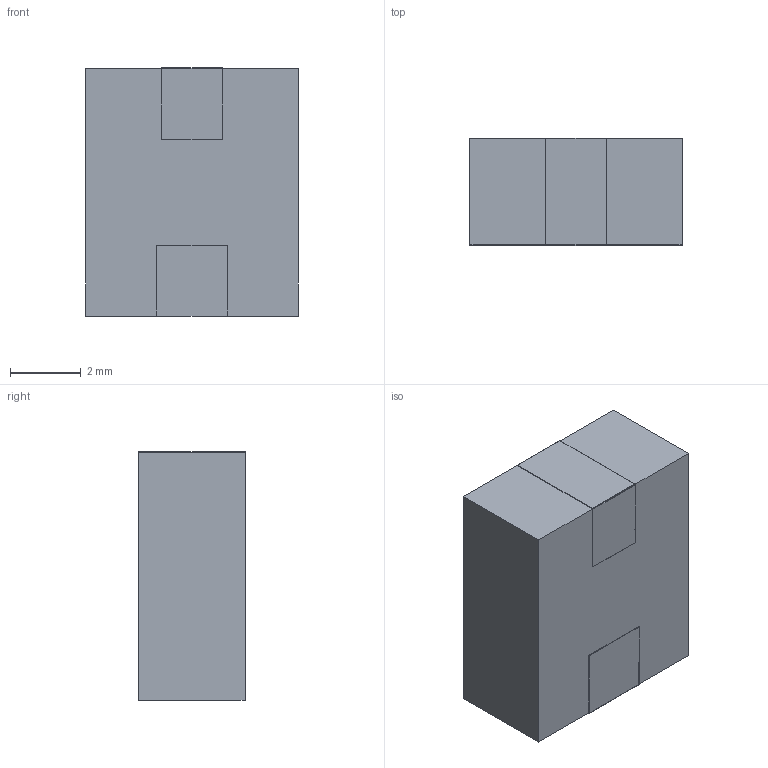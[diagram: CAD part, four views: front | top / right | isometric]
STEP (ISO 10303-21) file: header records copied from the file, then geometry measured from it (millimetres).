
FILE_DESCRIPTION (( 'STEP AP214' ), '1' );
FILE_NAME ('UWC.40 Web.STEP', '2021-03-09T15:06:12', ( 'localadmin' ), ( '' ), 'SwSTEP 2.0', 'SolidWorks 2018', '' );
FILE_SCHEMA (( 'AUTOMOTIVE_DESIGN' ));
Length unit declared in the file: millimetre
Products named in the file (1): UWC.40 Web
Bounding box: 6 x 3.04 x 7.02 mm (x, y, z)
Volume: 126.7 mm3; surface area: 171.1 mm2
Topology: 2 solids, 2 shells, 188 faces, 488 edges, 323 vertices
Faces by surface type: plane 128, bspline 56, cylinder 4
Entity records: 8476 total; most frequent: CARTESIAN_POINT 3893, ORIENTED_EDGE 976, DIRECTION 650, EDGE_CURVE 488, LINE 368, VECTOR 368, VERTEX_POINT 323, EDGE_LOOP 207
